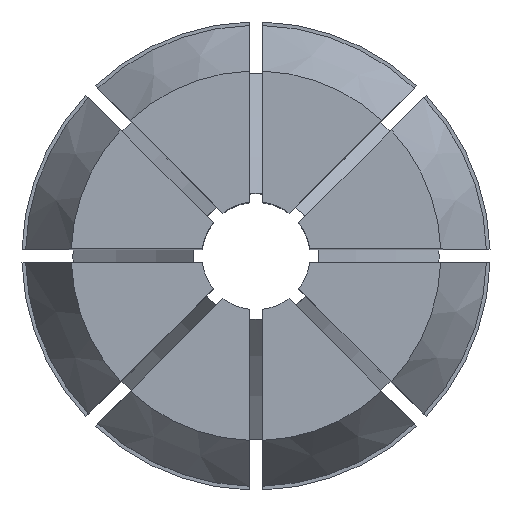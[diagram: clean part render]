
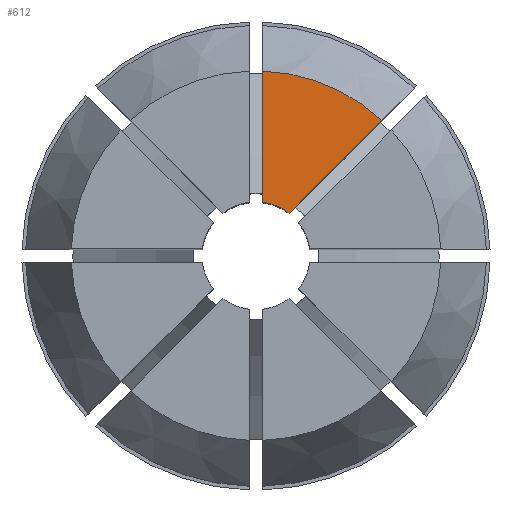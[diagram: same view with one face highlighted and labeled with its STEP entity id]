
A CAD part, top view. The second image highlights one B-rep face of the part: STEP entity #612.
In plain terms, the highlighted planar face has unit normal (0, 0, 1).
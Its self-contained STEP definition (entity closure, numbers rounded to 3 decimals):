
#96 = VECTOR ( 'NONE', #2007, 1000. ) ;
#236 = EDGE_CURVE ( 'NONE', #383, #3504, #736, .T. ) ;
#383 = VERTEX_POINT ( 'NONE', #2317 ) ;
#423 = LINE ( 'NONE', #3647, #1680 ) ;
#612 = ADVANCED_FACE ( 'NONE', ( #2055 ), #2314, .T. ) ;
#663 = EDGE_CURVE ( 'NONE', #827, #383, #2889, .T. ) ;
#736 = CIRCLE ( 'NONE', #1394, 10.263 ) ;
#737 = VERTEX_POINT ( 'NONE', #3098 ) ;
#813 = DIRECTION ( 'NONE',  ( 0., 0., -1. ) ) ;
#827 = VERTEX_POINT ( 'NONE', #2822 ) ;
#918 = DIRECTION ( 'NONE',  ( 1., 0., 0. ) ) ;
#953 = ORIENTED_EDGE ( 'NONE', *, *, #236, .F. ) ;
#998 = EDGE_CURVE ( 'NONE', #827, #737, #1491, .T. ) ;
#1386 = CARTESIAN_POINT ( 'NONE',  ( 6.987, 7.517, 34. ) ) ;
#1394 = AXIS2_PLACEMENT_3D ( 'NONE', #2729, #3080, #3067 ) ;
#1491 = CIRCLE ( 'NONE', #2800, 3. ) ;
#1519 = EDGE_LOOP ( 'NONE', ( #2358, #3615, #953, #3513 ) ) ;
#1637 = CARTESIAN_POINT ( 'NONE',  ( 0.375, 10.263, 34. ) ) ;
#1680 = VECTOR ( 'NONE', #2615, 1000. ) ;
#1803 = AXIS2_PLACEMENT_3D ( 'NONE', #2629, #4352, #918 ) ;
#2007 = DIRECTION ( 'NONE',  ( 0., 1., 0. ) ) ;
#2055 = FACE_OUTER_BOUND ( 'NONE', #1519, .T. ) ;
#2206 = CARTESIAN_POINT ( 'NONE',  ( 0., 0., 34. ) ) ;
#2314 = PLANE ( 'NONE',  #1803 ) ;
#2317 = CARTESIAN_POINT ( 'NONE',  ( 0.375, 10.256, 34. ) ) ;
#2358 = ORIENTED_EDGE ( 'NONE', *, *, #998, .T. ) ;
#2615 = DIRECTION ( 'NONE',  ( 0.707, 0.707, 0. ) ) ;
#2629 = CARTESIAN_POINT ( 'NONE',  ( 0., 10.263, 34. ) ) ;
#2729 = CARTESIAN_POINT ( 'NONE',  ( 0., 0., 34. ) ) ;
#2800 = AXIS2_PLACEMENT_3D ( 'NONE', #2206, #813, #2880 ) ;
#2822 = CARTESIAN_POINT ( 'NONE',  ( 0.375, 2.976, 34. ) ) ;
#2880 = DIRECTION ( 'NONE',  ( 0., 1., 0. ) ) ;
#2889 = LINE ( 'NONE', #1637, #96 ) ;
#3067 = DIRECTION ( 'NONE',  ( -1., 0., 0. ) ) ;
#3080 = DIRECTION ( 'NONE',  ( 0., 0., -1. ) ) ;
#3098 = CARTESIAN_POINT ( 'NONE',  ( 1.84, 2.37, 34. ) ) ;
#3201 = EDGE_CURVE ( 'NONE', #737, #3504, #423, .T. ) ;
#3504 = VERTEX_POINT ( 'NONE', #1386 ) ;
#3513 = ORIENTED_EDGE ( 'NONE', *, *, #663, .F. ) ;
#3615 = ORIENTED_EDGE ( 'NONE', *, *, #3201, .T. ) ;
#3647 = CARTESIAN_POINT ( 'NONE',  ( 4.866, 5.397, 34. ) ) ;
#4352 = DIRECTION ( 'NONE',  ( 0., 0., 1. ) ) ;
